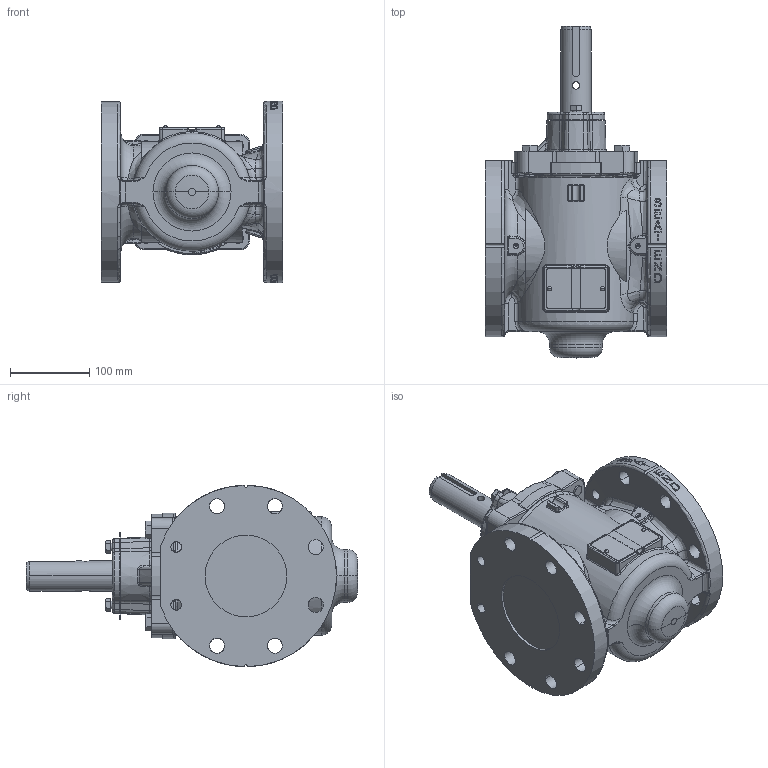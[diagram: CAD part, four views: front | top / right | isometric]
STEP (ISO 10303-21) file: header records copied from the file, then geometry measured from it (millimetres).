
FILE_DESCRIPTION((''),'2;1');
FILE_NAME('5604F_SW0004','2023-09-26T08:25:41',('tbuffington'),(''),'CREO PARAMETRIC BY PTC INC, 2023072','CREO PARAMETRIC BY PTC INC, 2023072','');
FILE_SCHEMA(('AUTOMOTIVE_DESIGN { 1 0 10303 214 1 1 1 1 }'));
Products named in the file (1): 5604F_SW0004
Bounding box: 228.6 x 418.73 x 228.55 mm (x, y, z)
Volume: 7103027.1 mm3; surface area: 376702.5 mm2
Topology: 1 solids, 1 shells, 1161 faces, 2975 edges, 1861 vertices
Faces by surface type: plane 519, cylinder 259, bspline 219, torus 93, cone 62, sphere 9
Entity records: 58409 total; most frequent: CARTESIAN_POINT 30396, ORIENTED_EDGE 5942, DIRECTION 4897, EDGE_CURVE 2971, AXIS2_PLACEMENT_3D 1903, VERTEX_POINT 1861, COLOUR_RGB 1328, EDGE_LOOP 1254
